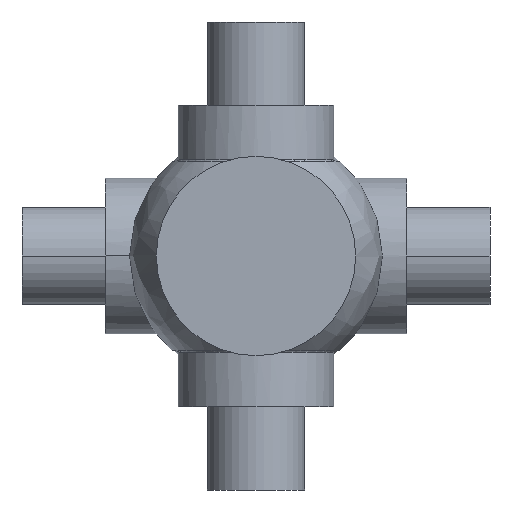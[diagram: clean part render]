
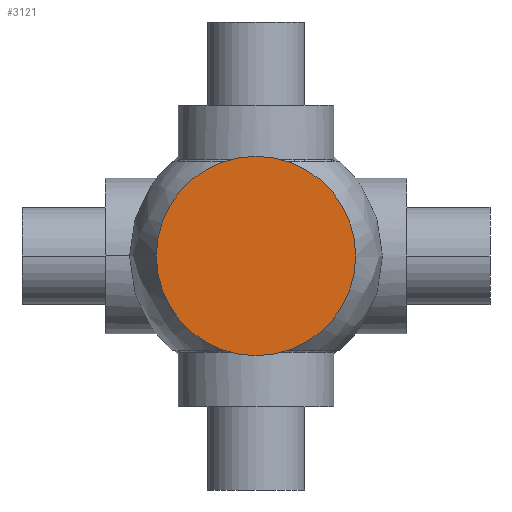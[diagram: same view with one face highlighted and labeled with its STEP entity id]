
A CAD part, front view. The second image highlights one B-rep face of the part: STEP entity #3121.
In plain terms, the highlighted planar face has unit normal (0, -1, 0).
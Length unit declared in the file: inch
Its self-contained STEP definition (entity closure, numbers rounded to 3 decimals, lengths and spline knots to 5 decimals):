
#274 = EDGE_LOOP ( 'NONE', ( #3588, #3851 ) ) ;
#405 = CIRCLE ( 'NONE', #3113, 2.5625 ) ;
#512 = DIRECTION ( 'NONE',  ( 0., 1., 0. ) ) ;
#593 = CARTESIAN_POINT ( 'NONE',  ( 0., -10.257, -2.5625 ) ) ;
#626 = CARTESIAN_POINT ( 'NONE',  ( 0., -10.257, 2.5625 ) ) ;
#931 = FACE_OUTER_BOUND ( 'NONE', #274, .T. ) ;
#1309 = AXIS2_PLACEMENT_3D ( 'NONE', #1575, #3495, #1608 ) ;
#1575 = CARTESIAN_POINT ( 'NONE',  ( 0., -10.257, 0. ) ) ;
#1608 = DIRECTION ( 'NONE',  ( 0., 0., 1. ) ) ;
#1809 = DIRECTION ( 'NONE',  ( 0., 1., 0. ) ) ;
#1942 = VERTEX_POINT ( 'NONE', #593 ) ;
#1945 = EDGE_CURVE ( 'NONE', #1942, #3724, #405, .T. ) ;
#2349 = CARTESIAN_POINT ( 'NONE',  ( 0., -10.257, 0. ) ) ;
#2665 = DIRECTION ( 'NONE',  ( 0., 0., 1. ) ) ;
#2862 = CIRCLE ( 'NONE', #3384, 2.5625 ) ;
#3113 = AXIS2_PLACEMENT_3D ( 'NONE', #3699, #1809, #4015 ) ;
#3121 = ADVANCED_FACE ( 'NONE', ( #931 ), #3771, .F. ) ;
#3229 = EDGE_CURVE ( 'NONE', #3724, #1942, #2862, .T. ) ;
#3384 = AXIS2_PLACEMENT_3D ( 'NONE', #2349, #512, #2665 ) ;
#3495 = DIRECTION ( 'NONE',  ( 0., 1., 0. ) ) ;
#3588 = ORIENTED_EDGE ( 'NONE', *, *, #3229, .F. ) ;
#3699 = CARTESIAN_POINT ( 'NONE',  ( 0., -10.257, 0. ) ) ;
#3724 = VERTEX_POINT ( 'NONE', #626 ) ;
#3771 = PLANE ( 'NONE',  #1309 ) ;
#3851 = ORIENTED_EDGE ( 'NONE', *, *, #1945, .F. ) ;
#4015 = DIRECTION ( 'NONE',  ( 0., 0., 1. ) ) ;
